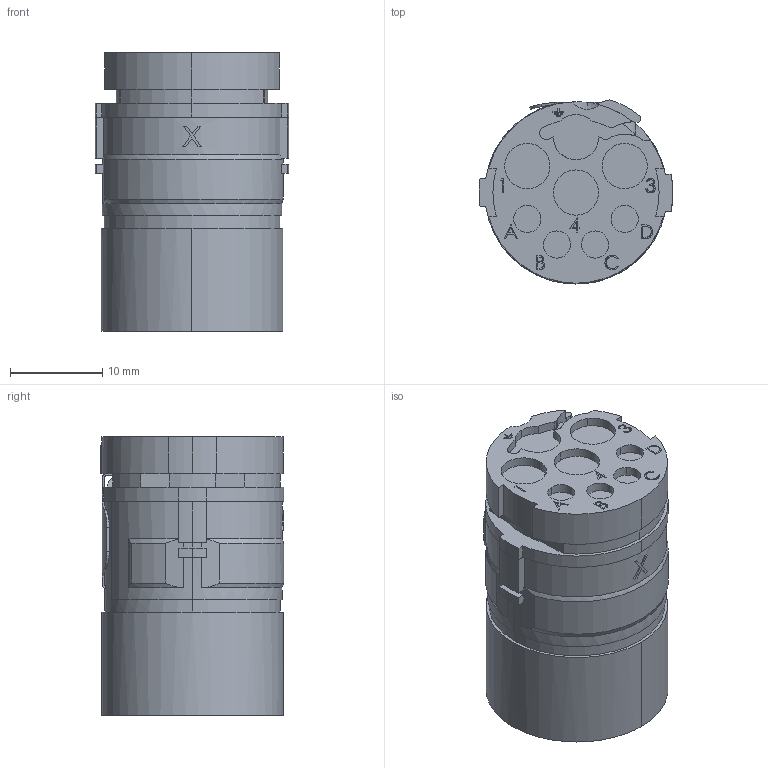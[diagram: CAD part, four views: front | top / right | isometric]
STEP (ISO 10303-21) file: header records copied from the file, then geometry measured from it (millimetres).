
FILE_DESCRIPTION(('CATIA V5 STEP Exchange','CAx-IF Rec.Pracs.--- Model Styling and Organization---1.5--- 2016-08-15','CAx-IF Rec.Pracs.---Supplemental Geometry---1.0---2011-11-01','CAx-IF Rec.Pracs.--- Composite Materials ---1.1---2010-07-15'),'2;1');
FILE_NAME ('008242-1_0', '2025-10-06T05:24:00+00:00', ('none'), ('Weidmueller'), 'CATIA Version 5-6 Release 2024 SP4', 'CATIA V5 STEP AP214 v3', 'none');
FILE_SCHEMA(('AUTOMOTIVE_DESIGN { 1 0 10303 214 1 1 1 1 }'));
Length unit declared in the file: millimetre
Products named in the file (1): 1170380000
Bounding box: 21 x 19.92 x 30.2 mm (x, y, z)
Volume: 6500.1 mm3; surface area: 3877.9 mm2
Topology: 1 solids, 4 shells, 423 faces, 1177 edges, 809 vertices
Faces by surface type: plane 185, cylinder 163, bspline 47, cone 24, torus 4
Entity records: 15905 total; most frequent: CARTESIAN_POINT 5610, ORIENTED_EDGE 2354, DIRECTION 1665, EDGE_CURVE 1177, VERTEX_POINT 809, AXIS2_PLACEMENT_3D 680, VECTOR 611, LINE 611
